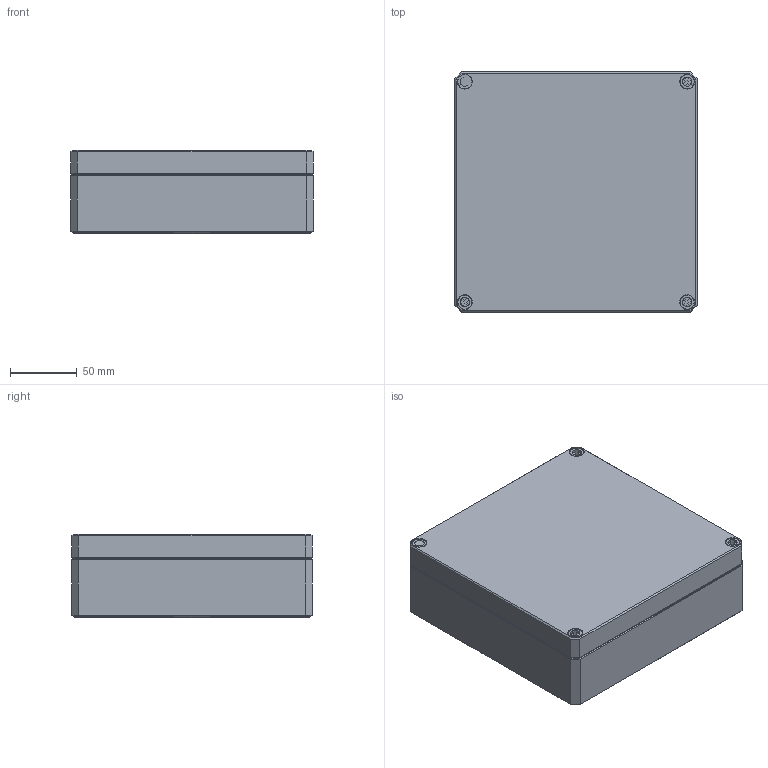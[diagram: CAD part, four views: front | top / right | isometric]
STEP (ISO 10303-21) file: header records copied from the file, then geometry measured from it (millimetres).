
FILE_DESCRIPTION(/* description */ (''),/* implementation_level */ '2;1');
FILE_NAME(/* name */ '0903108860 MBI 181806 OK.stp',/* time_stamp */ '2021-03-05T09:45:13+01:00',/* author */ ('alexander.rose'),/* organization */ (''),/* preprocessor_version */ 'ST-DEVELOPER v17.2',/* originating_system */ 'Autodesk Inventor 2019',/* authorisation */ '');
FILE_SCHEMA (('AUTOMOTIVE_DESIGN { 1 0 10303 214 3 1 1 }'));
Products named in the file (5): 0903108860 MBI 181806 OK; 0903108891-OT_181818 Klar; Schraube _ M10 x 34 _ MBTK; Dichtung_1818xx; -UT_181845 - O
Assembly tree (7 placements, depth 2):
  0903108860 MBI 181806 OK
    0903108891-OT_181818 Klar
    Schraube _ M10 x 34 _ MBTK  x4
    Dichtung_1818xx
    -UT_181845 - O
Bounding box: 182 x 180.5 x 62.8 mm (x, y, z)
Volume: 365828.1 mm3; surface area: 240832 mm2
Topology: 7 solids, 7 shells, 2435 faces, 6175 edges, 3912 vertices
Faces by surface type: plane 1050, bspline 493, cylinder 382, torus 302, cone 192, sphere 16
Full cylindrical faces by diameter (mm): 4.5 x4, 5 x4, 5.8 x8, 6 x1, 7 x4, 8.376 x4, 10 x1, 10.5 x4
Entity records: 73258 total; most frequent: CARTESIAN_POINT 20572, ORIENTED_EDGE 11436, DIRECTION 10028, EDGE_CURVE 5718, VERTEX_POINT 3615, AXIS2_PLACEMENT_3D 3495, LINE 3038, VECTOR 3038
